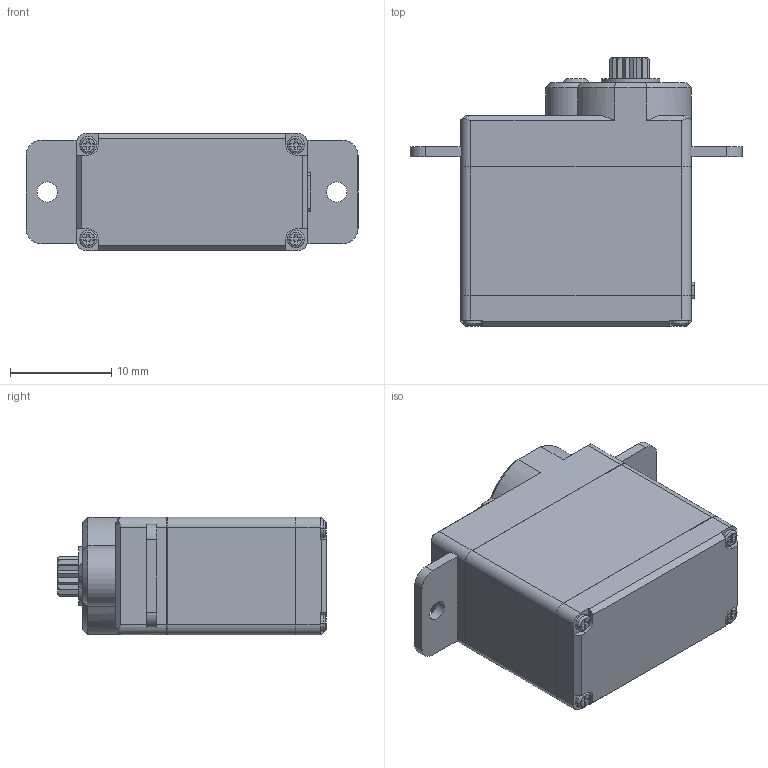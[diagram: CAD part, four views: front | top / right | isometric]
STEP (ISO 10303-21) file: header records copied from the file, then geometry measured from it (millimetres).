
FILE_DESCRIPTION((''),'2;1');
FILE_NAME('HS-5055MG_ASM','2017-08-30T',('servo-csw'),(''),'CREO PARAMETRIC BY PTC INC, 2014440','CREO PARAMETRIC BY PTC INC, 2014440','');
FILE_SCHEMA(('CONFIG_CONTROL_DESIGN'));
Length unit declared in the file: millimetre
Products named in the file (2): _HS-5055MG; HS-5055MG_ASM
Assembly tree (1 placements, depth 2):
  HS-5055MG_ASM
    _HS-5055MG
Bounding box: 32.8 x 26.52 x 11.6 mm (x, y, z)
Volume: 5916.4 mm3; surface area: 3553.6 mm2
Topology: 3 solids, 3 shells, 274 faces, 736 edges, 485 vertices
Faces by surface type: plane 179, cylinder 64, cone 23, torus 8
Entity records: 9823 total; most frequent: CARTESIAN_POINT 1765, ORIENTED_EDGE 1472, DIRECTION 1398, EDGE_CURVE 736, VECTOR 512, LINE 512, VERTEX_POINT 485, AXIS2_PLACEMENT_3D 443
